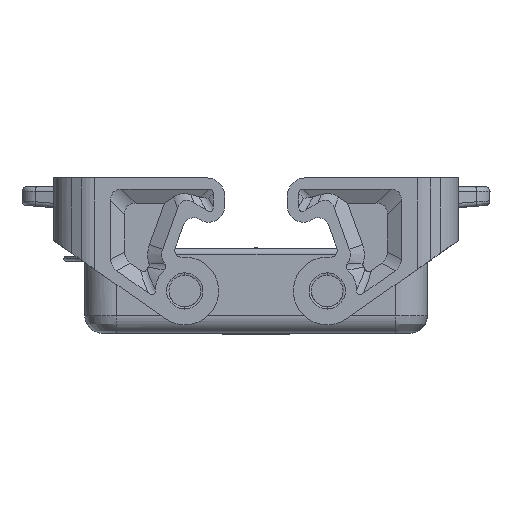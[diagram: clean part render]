
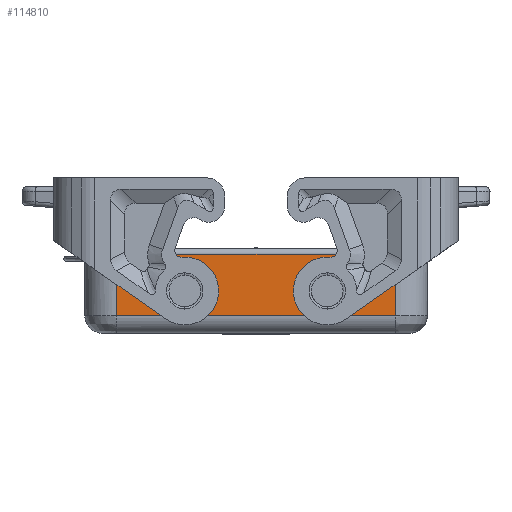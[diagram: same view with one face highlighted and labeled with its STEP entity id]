
A CAD part, front view. The second image highlights one B-rep face of the part: STEP entity #114810.
In plain terms, the highlighted face is planar.
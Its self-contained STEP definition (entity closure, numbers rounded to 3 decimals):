
#1190=CARTESIAN_POINT('',(-1.053,1.289,0.));
#1200=VERTEX_POINT('',#1190);
#1230=CARTESIAN_POINT('',(-1.053,-5.711,0.));
#1240=DIRECTION('',(0.,1.,0.));
#1250=VECTOR('',#1240,1.);
#1260=LINE('',#1230,#1250);
#1270=CARTESIAN_POINT('',(-1.053,63.29,0.));
#1280=VERTEX_POINT('',#1270);
#1290=EDGE_CURVE('',#1200,#1280,#1260,.T.);
#20080=CARTESIAN_POINT('',(-0.935,63.172,
-13.535));
#20090=VERTEX_POINT('',#20080);
#20120=CARTESIAN_POINT('',(-0.935,0.,-13.535));
#20130=DIRECTION('',(0.,1.,0.));
#20140=VECTOR('',#20130,1.);
#20150=LINE('',#20120,#20140);
#20160=CARTESIAN_POINT('',(-0.935,1.407,
-13.535));
#20170=VERTEX_POINT('',#20160);
#20180=EDGE_CURVE('',#20170,#20090,#20150,.T.);
#45670=CARTESIAN_POINT('',(-0.967,14.139,
-9.886));
#45680=VERTEX_POINT('',#45670);
#45710=CARTESIAN_POINT('',(-0.967,15.639,
-9.886));
#45720=DIRECTION('',(1.,0.,0.009));
#45730=DIRECTION('',(0.009,0.,
-1.));
#45740=AXIS2_PLACEMENT_3D('',#45710,#45720,#45730);
#45750=ELLIPSE('',#45740,1.5,1.5);
#45760=CARTESIAN_POINT('',(-0.956,14.964,
-11.226));
#45770=VERTEX_POINT('',#45760);
#45780=EDGE_CURVE('',#45680,#45770,#45750,.T.);
#57980=CARTESIAN_POINT('',(-0.998,14.139,
-6.314));
#57990=VERTEX_POINT('',#57980);
#58340=CARTESIAN_POINT('',(-1.01,14.964,
-4.974));
#58350=VERTEX_POINT('',#58340);
#58380=CARTESIAN_POINT('',(-0.998,15.639,
-6.314));
#58390=DIRECTION('',(1.,0.,0.009));
#58400=DIRECTION('',(0.009,0.,
-1.));
#58410=AXIS2_PLACEMENT_3D('',#58380,#58390,#58400);
#58420=ELLIPSE('',#58410,1.5,1.5);
#58430=EDGE_CURVE('',#58350,#57990,#58420,.T.);
#60230=CARTESIAN_POINT('',(-1.053,14.139,0.));
#60240=DIRECTION('',(0.009,0.,-1.));
#60250=VECTOR('',#60240,1.);
#60260=LINE('',#60230,#60250);
#60270=EDGE_CURVE('',#57990,#45680,#60260,.T.);
#64220=CARTESIAN_POINT('',(-0.983,20.039,
-8.1));
#64230=VERTEX_POINT('',#64220);
#64260=CARTESIAN_POINT('',(-0.983,16.539,
-8.1));
#64270=DIRECTION('',(1.,0.,0.009));
#64280=DIRECTION('',(0.009,0.,
-1.));
#64290=AXIS2_PLACEMENT_3D('',#64260,#64270,#64280);
#64300=ELLIPSE('',#64290,3.5,3.5);
#64310=EDGE_CURVE('',#64230,#58350,#64300,.T.);
#90200=CARTESIAN_POINT('',(-1.053,1.29,
-0.061));
#90210=DIRECTION('',(-0.009,-0.009,
1.));
#90220=VECTOR('',#90210,1.);
#90230=LINE('',#90200,#90220);
#90240=EDGE_CURVE('',#20170,#1200,#90230,.T.);
#114160=CARTESIAN_POINT('',(-1.053,0.,0.));
#114170=DIRECTION('',(1.,0.,0.009));
#114180=DIRECTION('',(0.,-1.,0.));
#114190=AXIS2_PLACEMENT_3D('',#114160,#114170,#114180);
#114200=PLANE('',#114190);
#114210=EDGE_CURVE('',#45770,#64230,#64300,.T.);
#114220=ORIENTED_EDGE('',*,*,#114210,.T.);
#114230=ORIENTED_EDGE('',*,*,#45780,.T.);
#114240=ORIENTED_EDGE('',*,*,#60270,.T.);
#114250=ORIENTED_EDGE('',*,*,#58430,.T.);
#114260=ORIENTED_EDGE('',*,*,#64310,.T.);
#114270=EDGE_LOOP('',(#114260,#114250,#114240,#114230,#114220));
#114280=FACE_BOUND('',#114270,.T.);
#114290=CARTESIAN_POINT('',(-0.983,48.039,
-8.1));
#114300=DIRECTION('',(1.,0.,0.009));
#114310=DIRECTION('',(0.009,0.,
-1.));
#114320=AXIS2_PLACEMENT_3D('',#114290,#114300,#114310);
#114330=ELLIPSE('',#114320,3.5,3.5);
#114340=CARTESIAN_POINT('',(-1.01,49.614,
-4.974));
#114350=VERTEX_POINT('',#114340);
#114360=CARTESIAN_POINT('',(-0.983,44.539,
-8.1));
#114370=VERTEX_POINT('',#114360);
#114380=EDGE_CURVE('',#114350,#114370,#114330,.T.);
#114390=ORIENTED_EDGE('',*,*,#114380,.T.);
#114400=CARTESIAN_POINT('',(-0.998,48.939,
-6.314));
#114410=DIRECTION('',(1.,0.,0.009));
#114420=DIRECTION('',(0.009,0.,
-1.));
#114430=AXIS2_PLACEMENT_3D('',#114400,#114410,#114420);
#114440=ELLIPSE('',#114430,1.5,1.5);
#114450=CARTESIAN_POINT('',(-0.998,50.439,
-6.314));
#114460=VERTEX_POINT('',#114450);
#114470=EDGE_CURVE('',#114460,#114350,#114440,.T.);
#114480=ORIENTED_EDGE('',*,*,#114470,.T.);
#114490=CARTESIAN_POINT('',(-1.053,50.439,0.));
#114500=DIRECTION('',(0.009,0.,-1.));
#114510=VECTOR('',#114500,1.);
#114520=LINE('',#114490,#114510);
#114530=CARTESIAN_POINT('',(-0.967,50.439,
-9.886));
#114540=VERTEX_POINT('',#114530);
#114550=EDGE_CURVE('',#114460,#114540,#114520,.T.);
#114560=ORIENTED_EDGE('',*,*,#114550,.F.);
#114570=CARTESIAN_POINT('',(-0.967,48.939,
-9.886));
#114580=DIRECTION('',(1.,0.,0.009));
#114590=DIRECTION('',(0.009,0.,
-1.));
#114600=AXIS2_PLACEMENT_3D('',#114570,#114580,#114590);
#114610=ELLIPSE('',#114600,1.5,1.5);
#114620=CARTESIAN_POINT('',(-0.956,49.614,
-11.226));
#114630=VERTEX_POINT('',#114620);
#114640=EDGE_CURVE('',#114630,#114540,#114610,.T.);
#114650=ORIENTED_EDGE('',*,*,#114640,.T.);
#114660=EDGE_CURVE('',#114370,#114630,#114330,.T.);
#114670=ORIENTED_EDGE('',*,*,#114660,.T.);
#114680=EDGE_LOOP('',(#114670,#114650,#114560,#114480,#114390));
#114690=FACE_BOUND('',#114680,.T.);
#114700=ORIENTED_EDGE('',*,*,#90240,.T.);
#114710=ORIENTED_EDGE('',*,*,#20180,.F.);
#114720=CARTESIAN_POINT('',(-1.053,63.289,
-0.061));
#114730=DIRECTION('',(-0.009,0.009,
1.));
#114740=VECTOR('',#114730,1.);
#114750=LINE('',#114720,#114740);
#114760=EDGE_CURVE('',#20090,#1280,#114750,.T.);
#114770=ORIENTED_EDGE('',*,*,#114760,.F.);
#114780=ORIENTED_EDGE('',*,*,#1290,.T.);
#114790=EDGE_LOOP('',(#114780,#114770,#114710,#114700));
#114800=FACE_OUTER_BOUND('',#114790,.T.);
#114810=ADVANCED_FACE('',(#114280,#114690,#114800),#114200,.F.);
